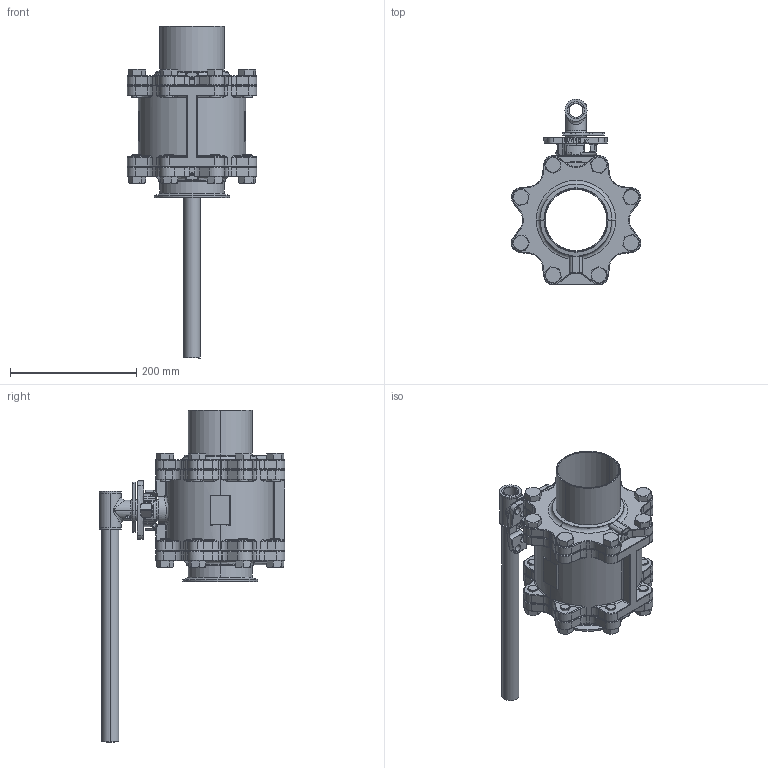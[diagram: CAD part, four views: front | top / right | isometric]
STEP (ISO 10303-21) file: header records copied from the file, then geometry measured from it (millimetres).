
FILE_DESCRIPTION (( 'STEP AP214' ), '1' );
FILE_NAME ('H78-DS-0400.STEP', '2018-12-07T16:20:17', ( '' ), ( '' ), 'SwSTEP 2.0', 'SolidWorks 2018', '' );
FILE_SCHEMA (( 'AUTOMOTIVE_DESIGN' ));
Length unit declared in the file: inch
Products named in the file (1): H78-DS-0400
Bounding box: 204.61 x 293.85 x 525.8 mm (x, y, z)
Surface area: 475520 mm2 (no closed solid volume)
Topology: 0 solids, 44 shells, 1436 faces, 4083 edges, 2549 vertices
Faces by surface type: cylinder 460, plane 371, torus 321, cone 164, bspline 115, sphere 5
Entity records: 81394 total; most frequent: CARTESIAN_POINT 26699, DIRECTION 7843, ORIENTED_EDGE 7012, EDGE_CURVE 4013, AXIS2_PLACEMENT_3D 3173, VERTEX_POINT 2548, CIRCLE 1851, EDGE_LOOP 1559
